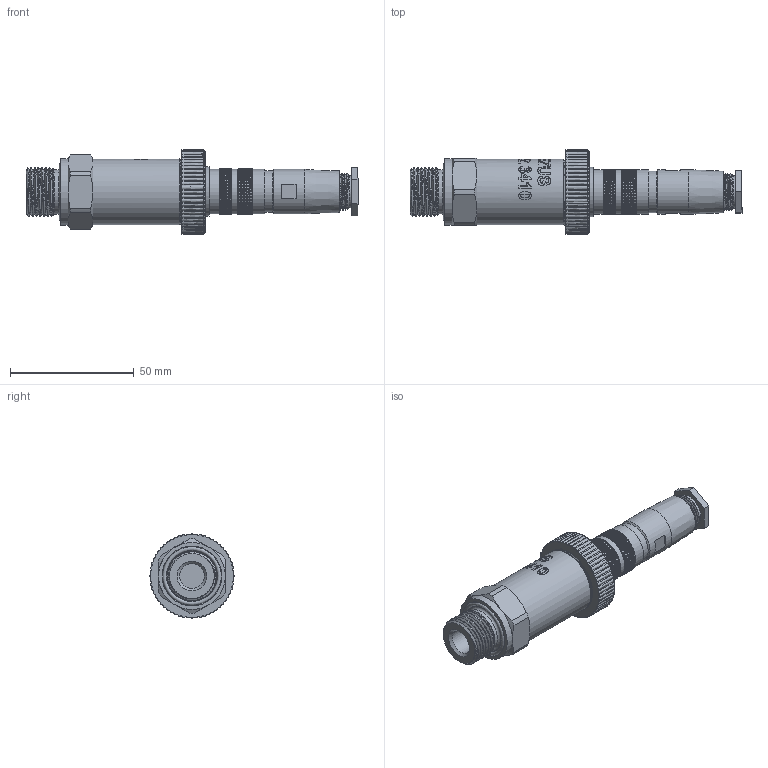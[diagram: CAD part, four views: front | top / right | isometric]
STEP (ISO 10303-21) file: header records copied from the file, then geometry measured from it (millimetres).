
FILE_DESCRIPTION(/* description */ (''),/* implementation_level */ '2;1');
FILE_NAME(/* name */ 'APZ3410_14_Binder723.step',/* time_stamp */ '2021-06-25T13:25:20+03:00',/* author */ (''),/* organization */ (''),/* preprocessor_version */ 'ST-DEVELOPER v18.1',/* originating_system */ 'Autodesk Translation Framework v10.9.0.1377',/* authorisation */ '');
FILE_SCHEMA (('AUTOMOTIVE_DESIGN { 1 0 10303 214 3 1 1 }'));
Products named in the file (8): апз3410_filled; OMAL nut M27x1.5 v8; Binder 723 assembly v4; Binder 723 female v10; Binder 723 male v8; Ш100.000.005 v4; Shell; M20x1,5 DIN OPEN PORT PVC PVDF
Assembly tree (7 placements, depth 3):
  апз3410_filled
    OMAL nut M27x1.5 v8
    Binder 723 assembly v4
      Binder 723 female v10
      Binder 723 male v8
    Ш100.000.005 v4
    Shell
    M20x1,5 DIN OPEN PORT PVC PVDF
Bounding box: 134.03 x 34 x 34 mm (x, y, z)
Volume: 52572.3 mm3; surface area: 29292.6 mm2
Topology: 9 solids, 9 shells, 3570 faces, 9038 edges, 5909 vertices
Faces by surface type: plane 2160, cylinder 662, bspline 428, cone 308, torus 12
Full cylindrical faces by diameter (mm): 1 x15, 1.5 x5, 10 x2, 11.8 x1, 12 x1, 13 x1, 13.5 x1, 13.741 x3, 14.884 x2, 15.044 x5, 15.2 x1, 15.908 x4, 16.8 x1, 17.044 x7, 17.283 x6, 17.6 x1, 17.8 x1, 17.908 x7, 18 x4, 18.124 x7, 18.137 x6, 18.161 x2, 19.85 x5, 20 x1, 20.5 x1, 21.4 x2, 22.3 x1, 22.4 x2, 23.7 x1, 24.035 x6
Entity records: 138928 total; most frequent: CARTESIAN_POINT 53646, DIRECTION 18141, ORIENTED_EDGE 18076, EDGE_CURVE 9038, AXIS2_PLACEMENT_3D 7836, VERTEX_POINT 5909, EDGE_LOOP 4003, ELLIPSE 3870
